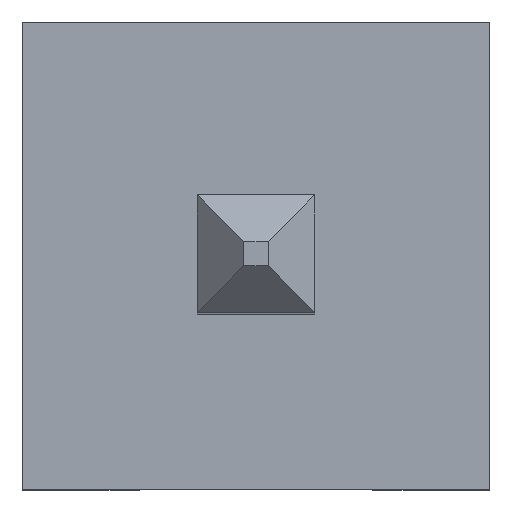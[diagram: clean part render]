
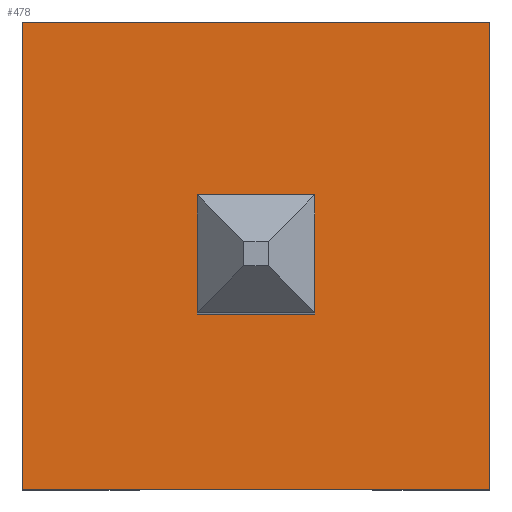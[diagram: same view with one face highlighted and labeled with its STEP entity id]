
A CAD part, top view. The second image highlights one B-rep face of the part: STEP entity #478.
In plain terms, the highlighted planar face has unit normal (0, 0, 1).
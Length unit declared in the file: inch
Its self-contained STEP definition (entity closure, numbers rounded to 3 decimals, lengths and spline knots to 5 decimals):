
#18=FACE_BOUND('',#62,.T.);
#32=FACE_OUTER_BOUND('',#61,.T.);
#61=EDGE_LOOP('',(#373,#374,#375,#376));
#62=EDGE_LOOP('',(#377,#378,#379,#380));
#98=LINE('',#704,#162);
#101=LINE('',#710,#165);
#104=LINE('',#715,#168);
#106=LINE('',#719,#170);
#107=LINE('',#721,#171);
#109=LINE('',#726,#173);
#111=LINE('',#729,#175);
#112=LINE('',#731,#176);
#162=VECTOR('',#571,0.3937);
#165=VECTOR('',#576,0.3937);
#168=VECTOR('',#581,0.3937);
#170=VECTOR('',#585,0.3937);
#171=VECTOR('',#588,0.3937);
#173=VECTOR('',#592,0.3937);
#175=VECTOR('',#596,0.3937);
#176=VECTOR('',#599,0.3937);
#221=VERTEX_POINT('',#701);
#222=VERTEX_POINT('',#703);
#223=VERTEX_POINT('',#707);
#224=VERTEX_POINT('',#709);
#225=VERTEX_POINT('',#713);
#226=VERTEX_POINT('',#717);
#227=VERTEX_POINT('',#723);
#228=VERTEX_POINT('',#725);
#266=EDGE_CURVE('',#222,#221,#98,.T.);
#269=EDGE_CURVE('',#224,#223,#101,.T.);
#272=EDGE_CURVE('',#223,#225,#104,.T.);
#274=EDGE_CURVE('',#225,#226,#106,.T.);
#275=EDGE_CURVE('',#226,#224,#107,.T.);
#277=EDGE_CURVE('',#228,#227,#109,.T.);
#279=EDGE_CURVE('',#221,#228,#111,.T.);
#280=EDGE_CURVE('',#227,#222,#112,.T.);
#373=ORIENTED_EDGE('',*,*,#280,.T.);
#374=ORIENTED_EDGE('',*,*,#266,.T.);
#375=ORIENTED_EDGE('',*,*,#279,.T.);
#376=ORIENTED_EDGE('',*,*,#277,.T.);
#377=ORIENTED_EDGE('',*,*,#269,.T.);
#378=ORIENTED_EDGE('',*,*,#272,.T.);
#379=ORIENTED_EDGE('',*,*,#274,.T.);
#380=ORIENTED_EDGE('',*,*,#275,.T.);
#450=PLANE('',#521);
#478=ADVANCED_FACE('',(#32,#18),#450,.T.);
#521=AXIS2_PLACEMENT_3D('',#732,#600,#601);
#571=DIRECTION('',(-1.,0.,0.));
#576=DIRECTION('',(-1.,0.,0.));
#581=DIRECTION('',(0.,1.,0.));
#585=DIRECTION('',(1.,0.,0.));
#588=DIRECTION('',(0.,-1.,0.));
#592=DIRECTION('',(1.,0.,0.));
#596=DIRECTION('',(0.,-1.,0.));
#599=DIRECTION('',(0.,1.,0.));
#600=DIRECTION('center_axis',(0.,0.,1.));
#601=DIRECTION('ref_axis',(1.,0.,0.));
#701=CARTESIAN_POINT('',(-0.05,0.05,0.1));
#703=CARTESIAN_POINT('',(0.05,0.05,0.1));
#704=CARTESIAN_POINT('',(0.05,0.05,0.1));
#707=CARTESIAN_POINT('',(-0.0126,-0.0126,0.1));
#709=CARTESIAN_POINT('',(0.0126,-0.0126,0.1));
#710=CARTESIAN_POINT('',(-0.0063,-0.0126,0.1));
#713=CARTESIAN_POINT('',(-0.0126,0.0126,0.1));
#715=CARTESIAN_POINT('',(-0.0126,0.0063,0.1));
#717=CARTESIAN_POINT('',(0.0126,0.0126,0.1));
#719=CARTESIAN_POINT('',(0.0063,0.0126,0.1));
#721=CARTESIAN_POINT('',(0.0126,-0.0063,0.1));
#723=CARTESIAN_POINT('',(0.05,-0.05,0.1));
#725=CARTESIAN_POINT('',(-0.05,-0.05,0.1));
#726=CARTESIAN_POINT('',(-0.05,-0.05,0.1));
#729=CARTESIAN_POINT('',(-0.05,0.05,0.1));
#731=CARTESIAN_POINT('',(0.05,-0.05,0.1));
#732=CARTESIAN_POINT('Origin',(0.,0.,0.1));
